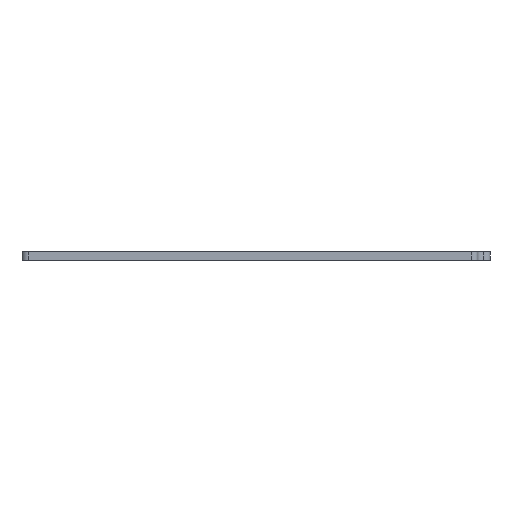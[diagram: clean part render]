
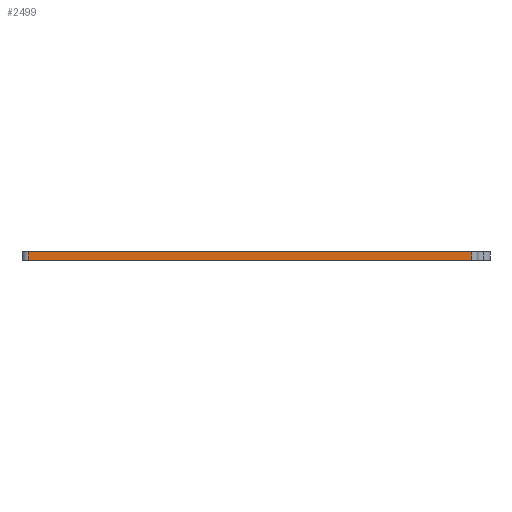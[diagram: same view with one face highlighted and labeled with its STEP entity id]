
A CAD part, front view. The second image highlights one B-rep face of the part: STEP entity #2499.
In plain terms, the highlighted planar face has unit normal (0, -1, 0).
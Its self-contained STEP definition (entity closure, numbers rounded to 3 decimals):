
#69 = VECTOR ( 'NONE', #4125, 1000. ) ;
#85 = VECTOR ( 'NONE', #1384, 1000. ) ;
#106 = DIRECTION ( 'NONE',  ( 0., 0., 1. ) ) ;
#110 = ORIENTED_EDGE ( 'NONE', *, *, #306, .T. ) ;
#277 = EDGE_LOOP ( 'NONE', ( #110, #3377, #513, #3918 ) ) ;
#306 = EDGE_CURVE ( 'NONE', #4356, #940, #4457, .T. ) ;
#361 = EDGE_CURVE ( 'NONE', #940, #2123, #3965, .T. ) ;
#490 = VERTEX_POINT ( 'NONE', #525 ) ;
#513 = ORIENTED_EDGE ( 'NONE', *, *, #1445, .F. ) ;
#525 = CARTESIAN_POINT ( 'NONE',  ( -108.8, -17., 46.5 ) ) ;
#685 = AXIS2_PLACEMENT_3D ( 'NONE', #1114, #3978, #4374 ) ;
#858 = CARTESIAN_POINT ( 'NONE',  ( 108.8, -17., 42.5 ) ) ;
#928 = DIRECTION ( 'NONE',  ( 1., 0., 0. ) ) ;
#940 = VERTEX_POINT ( 'NONE', #858 ) ;
#1114 = CARTESIAN_POINT ( 'NONE',  ( -100.8, -17., 46.5 ) ) ;
#1384 = DIRECTION ( 'NONE',  ( 1., 0., 0. ) ) ;
#1405 = VECTOR ( 'NONE', #928, 1000. ) ;
#1445 = EDGE_CURVE ( 'NONE', #490, #2123, #3167, .T. ) ;
#1587 = CARTESIAN_POINT ( 'NONE',  ( -108.8, -17., 42.5 ) ) ;
#1845 = EDGE_CURVE ( 'NONE', #490, #4356, #2318, .T. ) ;
#2123 = VERTEX_POINT ( 'NONE', #3023 ) ;
#2318 = LINE ( 'NONE', #3010, #69 ) ;
#2499 = ADVANCED_FACE ( 'NONE', ( #3268 ), #3925, .F. ) ;
#3010 = CARTESIAN_POINT ( 'NONE',  ( -108.8, -17., 42.5 ) ) ;
#3023 = CARTESIAN_POINT ( 'NONE',  ( 108.8, -17., 46.5 ) ) ;
#3167 = LINE ( 'NONE', #4571, #85 ) ;
#3268 = FACE_OUTER_BOUND ( 'NONE', #277, .T. ) ;
#3377 = ORIENTED_EDGE ( 'NONE', *, *, #361, .T. ) ;
#3420 = VECTOR ( 'NONE', #106, 1000. ) ;
#3631 = CARTESIAN_POINT ( 'NONE',  ( 108.8, -17., 46.5 ) ) ;
#3918 = ORIENTED_EDGE ( 'NONE', *, *, #1845, .T. ) ;
#3925 = PLANE ( 'NONE',  #685 ) ;
#3965 = LINE ( 'NONE', #3631, #3420 ) ;
#3978 = DIRECTION ( 'NONE',  ( 0., 1., 0. ) ) ;
#4119 = CARTESIAN_POINT ( 'NONE',  ( -100.8, -17., 42.5 ) ) ;
#4125 = DIRECTION ( 'NONE',  ( 0., 0., -1. ) ) ;
#4356 = VERTEX_POINT ( 'NONE', #1587 ) ;
#4374 = DIRECTION ( 'NONE',  ( 0., 0., 1. ) ) ;
#4457 = LINE ( 'NONE', #4119, #1405 ) ;
#4571 = CARTESIAN_POINT ( 'NONE',  ( -100.8, -17., 46.5 ) ) ;
